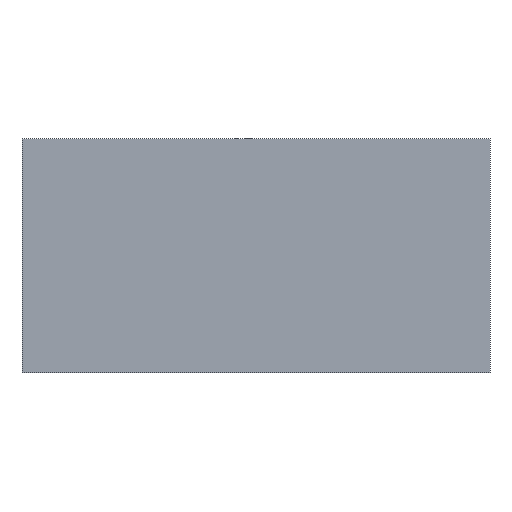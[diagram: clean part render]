
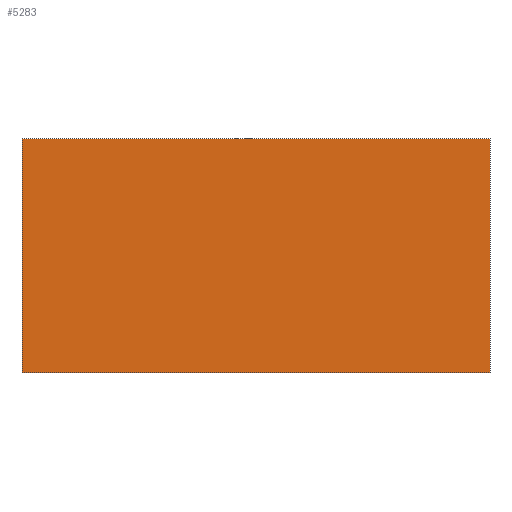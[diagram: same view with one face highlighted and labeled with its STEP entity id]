
A CAD part, front view. The second image highlights one B-rep face of the part: STEP entity #5283.
In plain terms, the highlighted planar face has unit normal (0, -1, 0).
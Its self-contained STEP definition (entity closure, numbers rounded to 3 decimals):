
#173 = EDGE_CURVE ( 'NONE', #5063, #6196, #3807, .T. ) ;
#432 = VECTOR ( 'NONE', #4350, 1000. ) ;
#449 = LINE ( 'NONE', #3445, #6257 ) ;
#1177 = CARTESIAN_POINT ( 'NONE',  ( -128., 0., -64. ) ) ;
#1302 = FACE_OUTER_BOUND ( 'NONE', #5638, .T. ) ;
#1340 = PLANE ( 'NONE',  #3213 ) ;
#1617 = DIRECTION ( 'NONE',  ( -1., 0., 0. ) ) ;
#1777 = CARTESIAN_POINT ( 'NONE',  ( -128., 0., 64. ) ) ;
#1807 = CARTESIAN_POINT ( 'NONE',  ( 0., 0., 0. ) ) ;
#2316 = DIRECTION ( 'NONE',  ( 0., 0., -1. ) ) ;
#2432 = EDGE_CURVE ( 'NONE', #6196, #4904, #6364, .T. ) ;
#2702 = ORIENTED_EDGE ( 'NONE', *, *, #173, .F. ) ;
#2827 = VECTOR ( 'NONE', #3802, 1000. ) ;
#2946 = DIRECTION ( 'NONE',  ( 0., 0., -1. ) ) ;
#3012 = ORIENTED_EDGE ( 'NONE', *, *, #2432, .F. ) ;
#3087 = CARTESIAN_POINT ( 'NONE',  ( -128., 0., 64. ) ) ;
#3213 = AXIS2_PLACEMENT_3D ( 'NONE', #1807, #4884, #2316 ) ;
#3429 = EDGE_CURVE ( 'NONE', #4904, #4085, #449, .T. ) ;
#3445 = CARTESIAN_POINT ( 'NONE',  ( 128., 0., 64. ) ) ;
#3802 = DIRECTION ( 'NONE',  ( 1., 0., 0. ) ) ;
#3807 = LINE ( 'NONE', #1777, #432 ) ;
#3929 = ORIENTED_EDGE ( 'NONE', *, *, #6543, .F. ) ;
#3983 = CARTESIAN_POINT ( 'NONE',  ( -128., 0., -64. ) ) ;
#4085 = VERTEX_POINT ( 'NONE', #5527 ) ;
#4350 = DIRECTION ( 'NONE',  ( 0., 0., 1. ) ) ;
#4884 = DIRECTION ( 'NONE',  ( 0., -1., 0. ) ) ;
#4904 = VERTEX_POINT ( 'NONE', #6511 ) ;
#5063 = VERTEX_POINT ( 'NONE', #1177 ) ;
#5283 = ADVANCED_FACE ( 'NONE', ( #1302 ), #1340, .T. ) ;
#5441 = ORIENTED_EDGE ( 'NONE', *, *, #3429, .F. ) ;
#5527 = CARTESIAN_POINT ( 'NONE',  ( 128., 0., -64. ) ) ;
#5638 = EDGE_LOOP ( 'NONE', ( #2702, #3929, #5441, #3012 ) ) ;
#5693 = VECTOR ( 'NONE', #1617, 1000. ) ;
#5737 = CARTESIAN_POINT ( 'NONE',  ( -128., 0., 64. ) ) ;
#6010 = LINE ( 'NONE', #3983, #5693 ) ;
#6196 = VERTEX_POINT ( 'NONE', #3087 ) ;
#6257 = VECTOR ( 'NONE', #2946, 1000. ) ;
#6364 = LINE ( 'NONE', #5737, #2827 ) ;
#6511 = CARTESIAN_POINT ( 'NONE',  ( 128., 0., 64. ) ) ;
#6543 = EDGE_CURVE ( 'NONE', #4085, #5063, #6010, .T. ) ;
